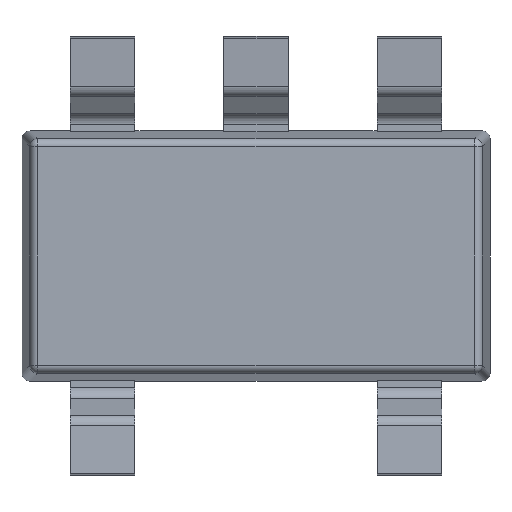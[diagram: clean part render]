
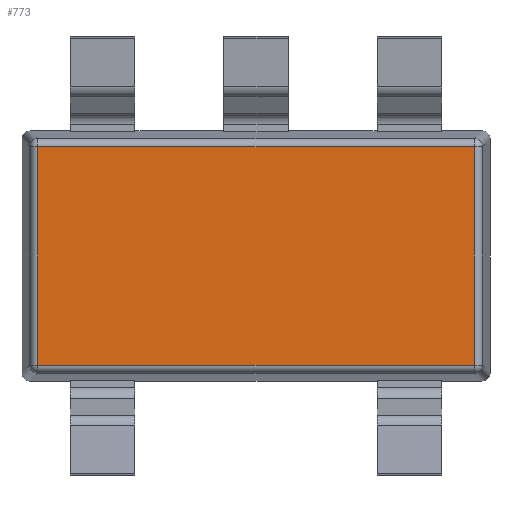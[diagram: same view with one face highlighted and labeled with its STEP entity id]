
A CAD part, front view. The second image highlights one B-rep face of the part: STEP entity #773.
In plain terms, the highlighted planar face has unit normal (0, -1, 0).
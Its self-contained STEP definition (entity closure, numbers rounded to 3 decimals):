
#58 = EDGE_CURVE ( 'NONE', #3048, #945, #1328, .T. ) ;
#77 = DIRECTION ( 'NONE',  ( 0., 0., 1. ) ) ;
#103 = EDGE_LOOP ( 'NONE', ( #3695, #3470, #646, #3647 ) ) ;
#148 = LINE ( 'NONE', #2277, #845 ) ;
#214 = DIRECTION ( 'NONE',  ( 1., 0., 0. ) ) ;
#450 = LINE ( 'NONE', #3012, #3004 ) ;
#646 = ORIENTED_EDGE ( 'NONE', *, *, #58, .T. ) ;
#665 = EDGE_CURVE ( 'NONE', #945, #832, #148, .T. ) ;
#731 = CARTESIAN_POINT ( 'NONE',  ( 1.353, 0.012, 0.678 ) ) ;
#773 = ADVANCED_FACE ( 'NONE', ( #3336 ), #3550, .T. ) ;
#815 = CARTESIAN_POINT ( 'NONE',  ( 0., 0.012, -0.678 ) ) ;
#832 = VERTEX_POINT ( 'NONE', #2702 ) ;
#845 = VECTOR ( 'NONE', #3208, 1000. ) ;
#945 = VERTEX_POINT ( 'NONE', #731 ) ;
#1132 = DIRECTION ( 'NONE',  ( 0., -1., 0. ) ) ;
#1311 = CARTESIAN_POINT ( 'NONE',  ( -1.353, 0.012, -0.678 ) ) ;
#1328 = LINE ( 'NONE', #2879, #3693 ) ;
#1855 = VECTOR ( 'NONE', #214, 1000. ) ;
#2119 = VERTEX_POINT ( 'NONE', #1311 ) ;
#2277 = CARTESIAN_POINT ( 'NONE',  ( 0., 0.012, 0.678 ) ) ;
#2501 = EDGE_CURVE ( 'NONE', #832, #2119, #450, .T. ) ;
#2563 = CARTESIAN_POINT ( 'NONE',  ( 1.353, 0.012, -0.678 ) ) ;
#2680 = AXIS2_PLACEMENT_3D ( 'NONE', #3871, #1132, #3860 ) ;
#2684 = LINE ( 'NONE', #815, #1855 ) ;
#2702 = CARTESIAN_POINT ( 'NONE',  ( -1.353, 0.012, 0.678 ) ) ;
#2727 = EDGE_CURVE ( 'NONE', #2119, #3048, #2684, .T. ) ;
#2879 = CARTESIAN_POINT ( 'NONE',  ( 1.353, 0.012, 0. ) ) ;
#3004 = VECTOR ( 'NONE', #3649, 1000. ) ;
#3012 = CARTESIAN_POINT ( 'NONE',  ( -1.353, 0.012, 0. ) ) ;
#3048 = VERTEX_POINT ( 'NONE', #2563 ) ;
#3208 = DIRECTION ( 'NONE',  ( -1., 0., 0. ) ) ;
#3336 = FACE_OUTER_BOUND ( 'NONE', #103, .T. ) ;
#3470 = ORIENTED_EDGE ( 'NONE', *, *, #2727, .T. ) ;
#3550 = PLANE ( 'NONE',  #2680 ) ;
#3647 = ORIENTED_EDGE ( 'NONE', *, *, #665, .T. ) ;
#3649 = DIRECTION ( 'NONE',  ( 0., 0., -1. ) ) ;
#3693 = VECTOR ( 'NONE', #77, 1000. ) ;
#3695 = ORIENTED_EDGE ( 'NONE', *, *, #2501, .T. ) ;
#3860 = DIRECTION ( 'NONE',  ( 0., 0., -1. ) ) ;
#3871 = CARTESIAN_POINT ( 'NONE',  ( 0., 0.012, 0. ) ) ;
